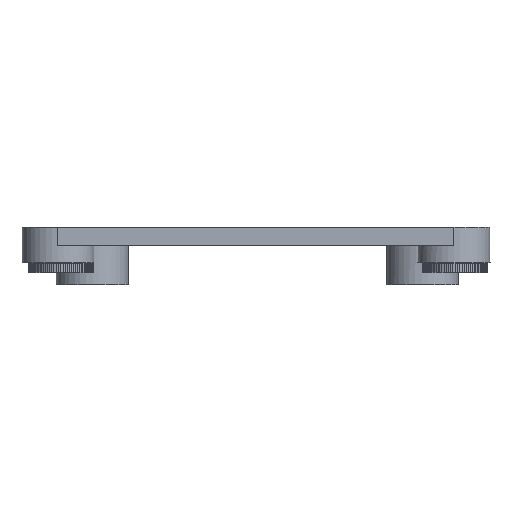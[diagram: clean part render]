
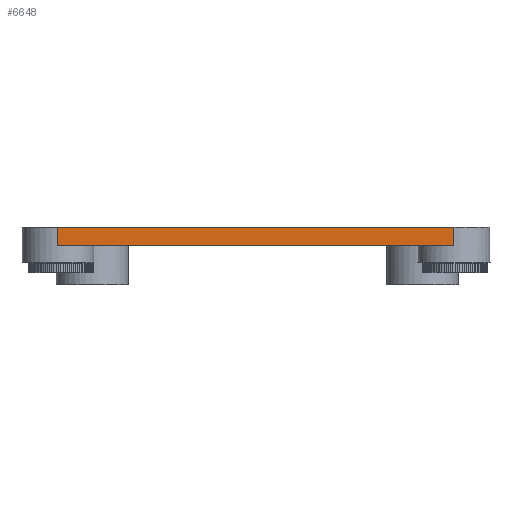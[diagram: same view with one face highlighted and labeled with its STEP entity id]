
A CAD part, top view. The second image highlights one B-rep face of the part: STEP entity #6648.
In plain terms, the highlighted planar face has unit normal (0, 0, 1).
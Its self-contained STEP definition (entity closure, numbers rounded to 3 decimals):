
#418=FACE_OUTER_BOUND('',#770,.T.);
#770=EDGE_LOOP('',(#5935,#5936,#5937,#5938));
#1159=LINE('',#9450,#2051);
#1569=LINE('',#10348,#2461);
#1571=LINE('',#10353,#2463);
#1594=LINE('',#10414,#2486);
#2051=VECTOR('',#7589,10.);
#2461=VECTOR('',#8425,10.);
#2463=VECTOR('',#8431,10.);
#2486=VECTOR('',#8504,10.);
#2883=VERTEX_POINT('',#9447);
#2884=VERTEX_POINT('',#9449);
#3159=VERTEX_POINT('',#10346);
#3160=VERTEX_POINT('',#10352);
#3584=EDGE_CURVE('',#2884,#2883,#1159,.T.);
#4033=EDGE_CURVE('',#2883,#3159,#1569,.T.);
#4036=EDGE_CURVE('',#2884,#3160,#1571,.T.);
#4070=EDGE_CURVE('',#3160,#3159,#1594,.T.);
#5935=ORIENTED_EDGE('',*,*,#4070,.F.);
#5936=ORIENTED_EDGE('',*,*,#4036,.F.);
#5937=ORIENTED_EDGE('',*,*,#3584,.T.);
#5938=ORIENTED_EDGE('',*,*,#4033,.T.);
#6332=PLANE('',#7038);
#6648=ADVANCED_FACE('',(#418),#6332,.T.);
#7038=AXIS2_PLACEMENT_3D('',#10553,#8617,#8618);
#7589=DIRECTION('',(1.,0.,0.));
#8425=DIRECTION('',(0.,1.,0.));
#8431=DIRECTION('',(0.,1.,0.));
#8504=DIRECTION('',(1.,0.,0.));
#8617=DIRECTION('center_axis',(0.,0.,1.));
#8618=DIRECTION('ref_axis',(1.,0.,0.));
#9447=CARTESIAN_POINT('',(169.528,-93.524,149.274));
#9449=CARTESIAN_POINT('',(125.528,-93.524,149.274));
#9450=CARTESIAN_POINT('',(125.528,-93.524,149.274));
#10346=CARTESIAN_POINT('',(169.528,-91.524,149.274));
#10348=CARTESIAN_POINT('',(169.528,-93.524,149.274));
#10352=CARTESIAN_POINT('',(125.528,-91.524,149.274));
#10353=CARTESIAN_POINT('',(125.528,-93.524,149.274));
#10414=CARTESIAN_POINT('',(125.528,-91.524,149.274));
#10553=CARTESIAN_POINT('Origin',(125.528,-93.524,149.274));
